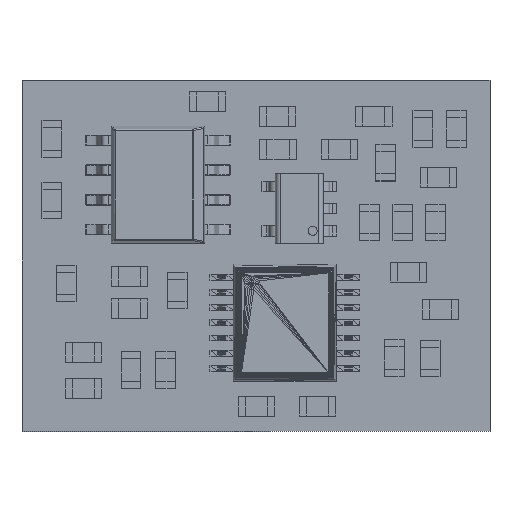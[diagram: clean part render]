
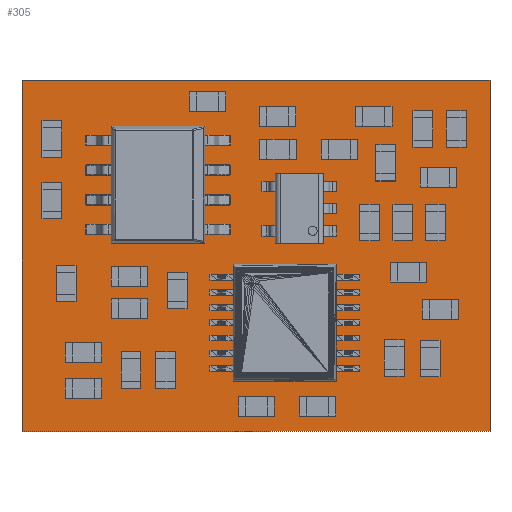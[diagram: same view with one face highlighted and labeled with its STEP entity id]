
A CAD part, top view. The second image highlights one B-rep face of the part: STEP entity #305.
In plain terms, the highlighted planar face has unit normal (0, 0, 1).
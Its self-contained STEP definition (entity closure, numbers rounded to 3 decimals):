
#176 = VERTEX_POINT('',#177);
#177 = CARTESIAN_POINT('',(0.018,0.011,
    0.624));
#183 = EDGE_CURVE('',#176,#184,#186,.T.);
#184 = VERTEX_POINT('',#185);
#185 = CARTESIAN_POINT('',(20.018,0.012,0.624
    ));
#186 = LINE('',#187,#188);
#187 = CARTESIAN_POINT('',(0.018,0.011,
    0.624));
#188 = VECTOR('',#189,1.);
#189 = DIRECTION('',(1.,0.,0.));
#214 = EDGE_CURVE('',#184,#215,#217,.T.);
#215 = VERTEX_POINT('',#216);
#216 = CARTESIAN_POINT('',(20.018,15.011,0.624));
#217 = LINE('',#218,#219);
#218 = CARTESIAN_POINT('',(20.018,0.012,0.624
    ));
#219 = VECTOR('',#220,1.);
#220 = DIRECTION('',(0.,1.,0.));
#245 = EDGE_CURVE('',#215,#246,#248,.T.);
#246 = VERTEX_POINT('',#247);
#247 = CARTESIAN_POINT('',(0.019,15.011,0.624
    ));
#248 = LINE('',#249,#250);
#249 = CARTESIAN_POINT('',(20.018,15.011,0.624));
#250 = VECTOR('',#251,1.);
#251 = DIRECTION('',(-1.,0.,0.));
#276 = EDGE_CURVE('',#246,#176,#277,.T.);
#277 = LINE('',#278,#279);
#278 = CARTESIAN_POINT('',(0.019,15.011,0.624
    ));
#279 = VECTOR('',#280,1.);
#280 = DIRECTION('',(0.,-1.,0.));
#305 = ADVANCED_FACE('',(#306),#312,.F.);
#306 = FACE_BOUND('',#307,.T.);
#307 = EDGE_LOOP('',(#308,#309,#310,#311));
#308 = ORIENTED_EDGE('',*,*,#183,.T.);
#309 = ORIENTED_EDGE('',*,*,#214,.T.);
#310 = ORIENTED_EDGE('',*,*,#245,.T.);
#311 = ORIENTED_EDGE('',*,*,#276,.T.);
#312 = PLANE('',#313);
#313 = AXIS2_PLACEMENT_3D('',#314,#315,#316);
#314 = CARTESIAN_POINT('',(0.018,0.011,
    0.624));
#315 = DIRECTION('',(0.,0.,-1.));
#316 = DIRECTION('',(-1.,0.,0.));
